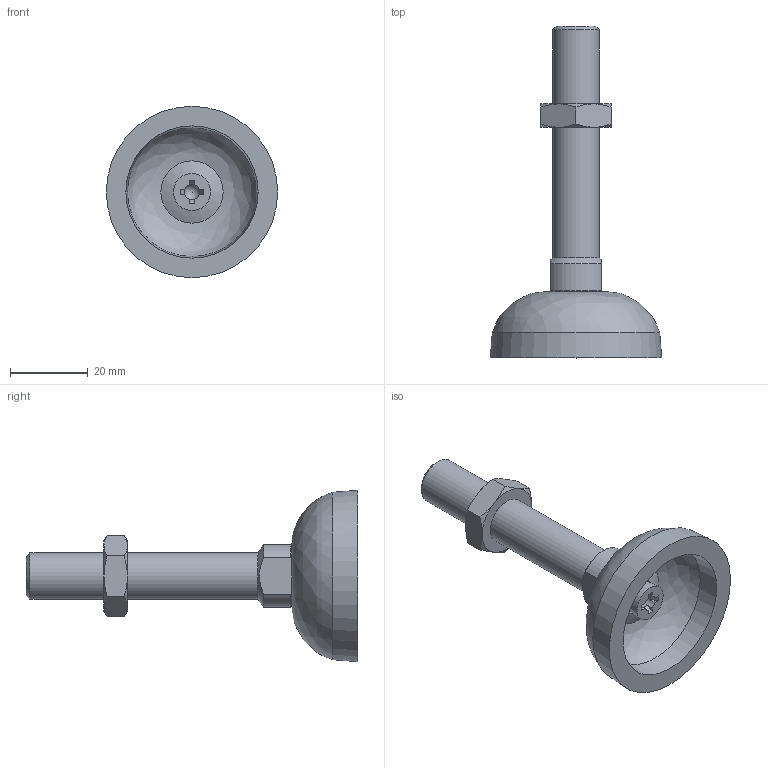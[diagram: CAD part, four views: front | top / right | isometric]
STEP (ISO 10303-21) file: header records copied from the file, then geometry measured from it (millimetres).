
FILE_DESCRIPTION(/* description */ ('KriTec Stellfuss St M12x60'),/* implementation_level */ '2;1');
FILE_NAME(/* name */ '81097_KriTec_Stellfuss_St_M12x60.stp',/* time_stamp */ '2019-11-22T10:52:14+01:00',/* author */ ('Steiner'),/* organization */ (''),/* preprocessor_version */ 'ST-DEVELOPER v17',/* originating_system */ 'Autodesk Inventor 2018',/* authorisation */ '');
FILE_SCHEMA (('AUTOMOTIVE_DESIGN { 1 0 10303 214 3 1 1 }'));
Length unit declared in the file: millimetre
Products named in the file (4): 81097; 81097 Fußteller St; 81097 Gewindestange M12x60; ISO4035-M12_6kt-mutter
Assembly tree (3 placements, depth 2):
  81097
    81097 Fußteller St
    81097 Gewindestange M12x60
    ISO4035-M12_6kt-mutter
Bounding box: 44 x 85.2 x 44 mm (x, y, z)
Volume: 21130.8 mm3; surface area: 9470.5 mm2
Topology: 3 solids, 3 shells, 58 faces, 153 edges, 100 vertices
Faces by surface type: plane 25, cone 20, cylinder 6, bspline 5, torus 1, sphere 1
Full cylindrical faces by diameter (mm): 4 x1, 10.2 x1, 12 x2
Entity records: 2058 total; most frequent: CARTESIAN_POINT 518, DIRECTION 320, ORIENTED_EDGE 304, EDGE_CURVE 152, AXIS2_PLACEMENT_3D 135, VERTEX_POINT 100, CIRCLE 69, EDGE_LOOP 62
